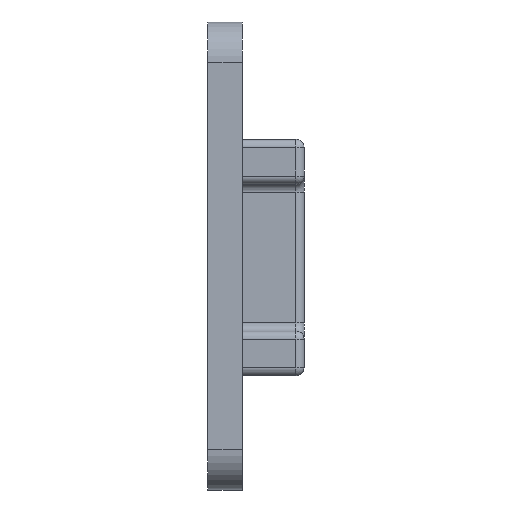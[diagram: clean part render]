
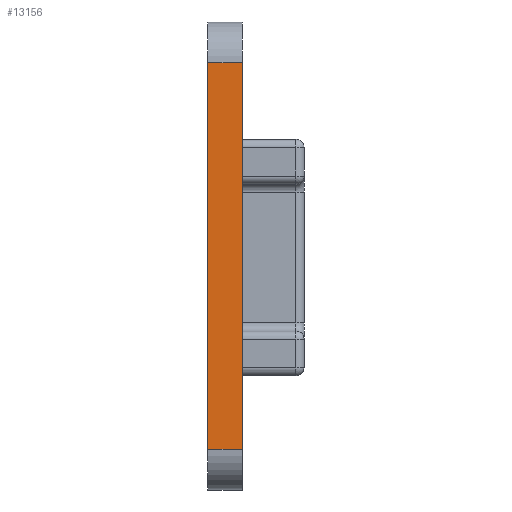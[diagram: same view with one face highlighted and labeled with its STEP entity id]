
A CAD part, front view. The second image highlights one B-rep face of the part: STEP entity #13156.
In plain terms, the highlighted planar face has unit normal (0, -1, 0).
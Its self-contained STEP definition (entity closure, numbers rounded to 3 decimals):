
#1557 = CARTESIAN_POINT ( 'NONE',  ( -1.05, -18.65, -11.85 ) ) ;
#2182 = VECTOR ( 'NONE', #21946, 1000. ) ;
#3822 = ORIENTED_EDGE ( 'NONE', *, *, #6417, .T. ) ;
#4460 = VERTEX_POINT ( 'NONE', #1557 ) ;
#4491 = CARTESIAN_POINT ( 'NONE',  ( 1.05, -18.65, 11.85 ) ) ;
#4998 = EDGE_CURVE ( 'NONE', #4460, #10848, #21313, .T. ) ;
#5590 = EDGE_CURVE ( 'NONE', #9112, #4460, #15229, .T. ) ;
#5677 = EDGE_CURVE ( 'NONE', #19847, #10848, #19856, .T. ) ;
#5874 = FACE_OUTER_BOUND ( 'NONE', #14588, .T. ) ;
#6417 = EDGE_CURVE ( 'NONE', #19847, #9112, #16655, .T. ) ;
#6543 = VECTOR ( 'NONE', #23114, 1000. ) ;
#7970 = CARTESIAN_POINT ( 'NONE',  ( 1.05, -18.65, -11.85 ) ) ;
#9112 = VERTEX_POINT ( 'NONE', #20112 ) ;
#9840 = DIRECTION ( 'NONE',  ( 1., 0., 0. ) ) ;
#10848 = VERTEX_POINT ( 'NONE', #23834 ) ;
#12219 = DIRECTION ( 'NONE',  ( 0., 0., -1. ) ) ;
#12364 = DIRECTION ( 'NONE',  ( 0., 0., 1. ) ) ;
#13156 = ADVANCED_FACE ( 'NONE', ( #5874 ), #21480, .F. ) ;
#13795 = VECTOR ( 'NONE', #12219, 1000. ) ;
#14588 = EDGE_LOOP ( 'NONE', ( #23704, #19643, #19362, #3822 ) ) ;
#15229 = LINE ( 'NONE', #23256, #6543 ) ;
#15925 = DIRECTION ( 'NONE',  ( 0., 1., 0. ) ) ;
#16655 = LINE ( 'NONE', #20484, #2182 ) ;
#17946 = CARTESIAN_POINT ( 'NONE',  ( 1.05, -18.65, 14.35 ) ) ;
#18407 = AXIS2_PLACEMENT_3D ( 'NONE', #21629, #15925, #12364 ) ;
#19362 = ORIENTED_EDGE ( 'NONE', *, *, #5677, .F. ) ;
#19643 = ORIENTED_EDGE ( 'NONE', *, *, #4998, .T. ) ;
#19847 = VERTEX_POINT ( 'NONE', #4491 ) ;
#19856 = LINE ( 'NONE', #17946, #13795 ) ;
#20112 = CARTESIAN_POINT ( 'NONE',  ( -1.05, -18.65, 11.85 ) ) ;
#20484 = CARTESIAN_POINT ( 'NONE',  ( 1.05, -18.65, 11.85 ) ) ;
#21313 = LINE ( 'NONE', #7970, #23604 ) ;
#21480 = PLANE ( 'NONE',  #18407 ) ;
#21629 = CARTESIAN_POINT ( 'NONE',  ( 1.05, -18.65, 14.35 ) ) ;
#21946 = DIRECTION ( 'NONE',  ( -1., 0., 0. ) ) ;
#23114 = DIRECTION ( 'NONE',  ( 0., 0., -1. ) ) ;
#23256 = CARTESIAN_POINT ( 'NONE',  ( -1.05, -18.65, 14.35 ) ) ;
#23604 = VECTOR ( 'NONE', #9840, 1000. ) ;
#23704 = ORIENTED_EDGE ( 'NONE', *, *, #5590, .T. ) ;
#23834 = CARTESIAN_POINT ( 'NONE',  ( 1.05, -18.65, -11.85 ) ) ;
